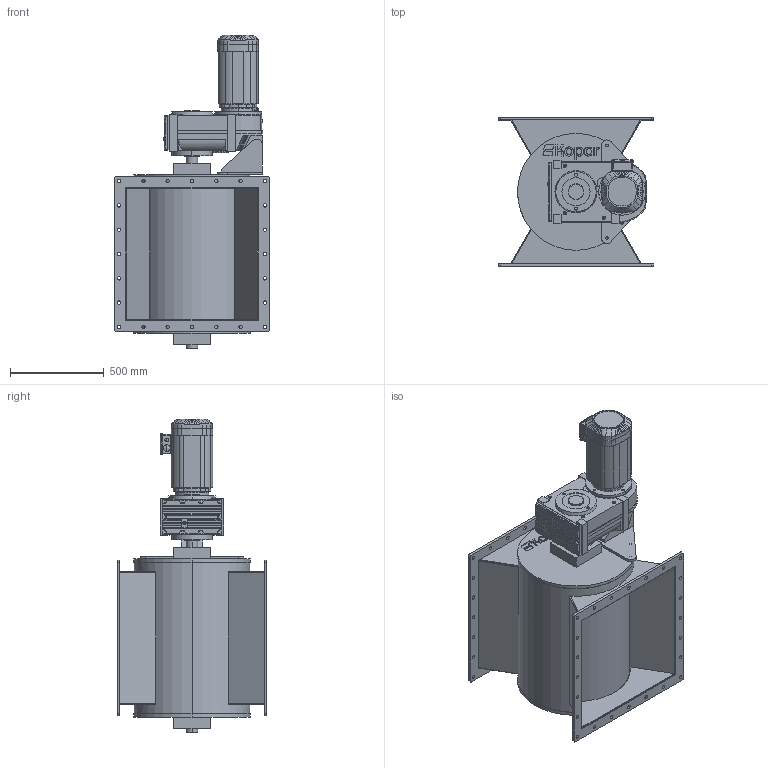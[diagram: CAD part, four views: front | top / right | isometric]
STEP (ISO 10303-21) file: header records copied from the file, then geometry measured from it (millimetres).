
FILE_DESCRIPTION (( 'STEP AP214' ), '1' );
FILE_NAME ('RV600-800-710x710.STEP', '2025-01-15T07:38:25', ( '' ), ( '' ), 'SwSTEP 2.0', 'SolidWorks 2022', '' );
FILE_SCHEMA (( 'AUTOMOTIVE_DESIGN' ));
Length unit declared in the file: millimetre
Products named in the file (1): RV600-800-710x710
Bounding box: 830 x 800 x 1677 mm (x, y, z)
Volume: 307555768.8 mm3; surface area: 10878632.9 mm2
Topology: 38 solids, 38 shells, 1519 faces, 4003 edges, 2594 vertices
Faces by surface type: plane 698, cylinder 669, cone 92, bspline 60
Entity records: 63952 total; most frequent: CARTESIAN_POINT 12519, DIRECTION 7898, ORIENTED_EDGE 7860, EDGE_CURVE 3930, AXIS2_PLACEMENT_3D 2758, VERTEX_POINT 2594, VECTOR 2382, LINE 2382
